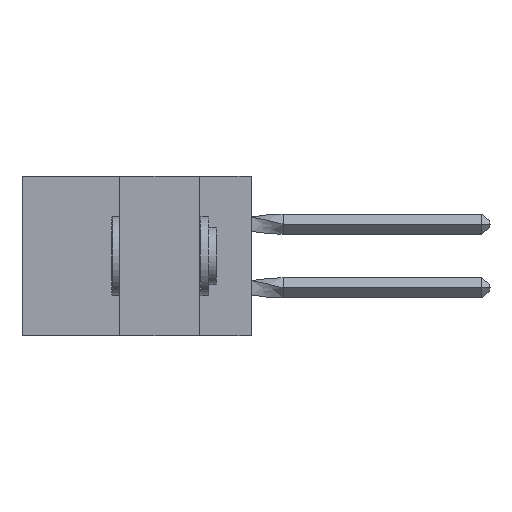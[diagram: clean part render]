
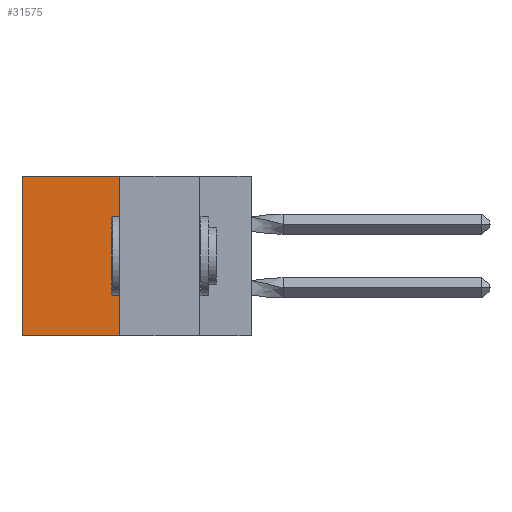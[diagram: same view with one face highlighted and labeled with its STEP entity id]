
A CAD part, left-side view. The second image highlights one B-rep face of the part: STEP entity #31575.
In plain terms, the highlighted planar face has unit normal (-1, 0, 0).
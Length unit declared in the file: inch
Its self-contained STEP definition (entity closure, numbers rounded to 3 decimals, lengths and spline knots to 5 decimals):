
#1367 = EDGE_CURVE ( 'NONE', #16007, #20689, #22689, .T. ) ;
#4095 = CARTESIAN_POINT ( 'NONE',  ( 0.305, 0.413, 0. ) ) ;
#4644 = DIRECTION ( 'NONE',  ( 0., 0., -1. ) ) ;
#6280 = PLANE ( 'NONE',  #11163 ) ;
#6742 = DIRECTION ( 'NONE',  ( 0., 1., 0. ) ) ;
#7233 = ORIENTED_EDGE ( 'NONE', *, *, #15336, .F. ) ;
#7403 = CARTESIAN_POINT ( 'NONE',  ( 0.305, 0.413, -0.5 ) ) ;
#8806 = VERTEX_POINT ( 'NONE', #18126 ) ;
#8945 = LINE ( 'NONE', #7403, #9792 ) ;
#9792 = VECTOR ( 'NONE', #4644, 39.37008 ) ;
#10203 = DIRECTION ( 'NONE',  ( 0., 1., 0. ) ) ;
#10898 = VECTOR ( 'NONE', #6742, 39.37008 ) ;
#11163 = AXIS2_PLACEMENT_3D ( 'NONE', #32410, #24700, #27349 ) ;
#11316 = FACE_OUTER_BOUND ( 'NONE', #24869, .T. ) ;
#12375 = ORIENTED_EDGE ( 'NONE', *, *, #20727, .F. ) ;
#13435 = EDGE_CURVE ( 'NONE', #20689, #8806, #17788, .T. ) ;
#13789 = CARTESIAN_POINT ( 'NONE',  ( 0.305, 0.413, 0. ) ) ;
#15336 = EDGE_CURVE ( 'NONE', #16642, #8806, #33425, .T. ) ;
#16007 = VERTEX_POINT ( 'NONE', #13789 ) ;
#16155 = VECTOR ( 'NONE', #24239, 39.37008 ) ;
#16227 = CARTESIAN_POINT ( 'NONE',  ( 0.305, 0.413, -0.5 ) ) ;
#16642 = VERTEX_POINT ( 'NONE', #16227 ) ;
#17788 = LINE ( 'NONE', #31941, #16155 ) ;
#18126 = CARTESIAN_POINT ( 'NONE',  ( 0.305, 0.72, -0.5 ) ) ;
#20689 = VERTEX_POINT ( 'NONE', #23278 ) ;
#20727 = EDGE_CURVE ( 'NONE', #16007, #16642, #8945, .T. ) ;
#22327 = ORIENTED_EDGE ( 'NONE', *, *, #1367, .T. ) ;
#22689 = LINE ( 'NONE', #4095, #10898 ) ;
#23278 = CARTESIAN_POINT ( 'NONE',  ( 0.305, 0.72, 0. ) ) ;
#24239 = DIRECTION ( 'NONE',  ( 0., 0., -1. ) ) ;
#24700 = DIRECTION ( 'NONE',  ( 1., 0., 0. ) ) ;
#24869 = EDGE_LOOP ( 'NONE', ( #25971, #7233, #12375, #22327 ) ) ;
#25893 = CARTESIAN_POINT ( 'NONE',  ( 0.305, 0.413, -0.5 ) ) ;
#25971 = ORIENTED_EDGE ( 'NONE', *, *, #13435, .T. ) ;
#26448 = VECTOR ( 'NONE', #10203, 39.37008 ) ;
#27349 = DIRECTION ( 'NONE',  ( 0., 0., -1. ) ) ;
#31575 = ADVANCED_FACE ( 'NONE', ( #11316 ), #6280, .F. ) ;
#31941 = CARTESIAN_POINT ( 'NONE',  ( 0.305, 0.72, -0.5 ) ) ;
#32410 = CARTESIAN_POINT ( 'NONE',  ( 0.305, 0.413, -0.5 ) ) ;
#33425 = LINE ( 'NONE', #25893, #26448 ) ;
